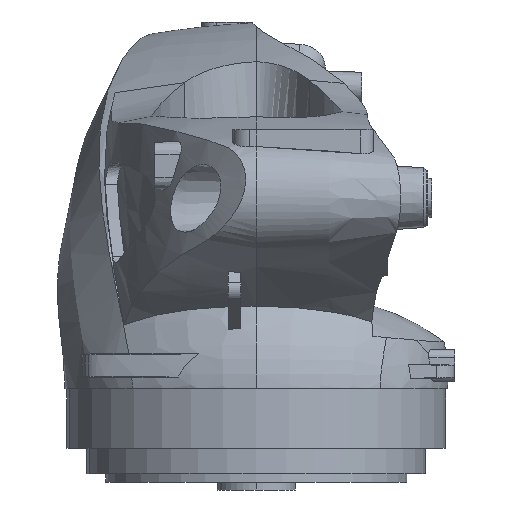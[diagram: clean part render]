
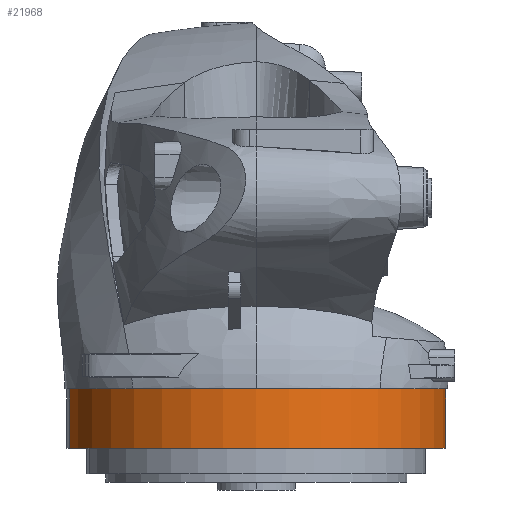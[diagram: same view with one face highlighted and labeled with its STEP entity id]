
A CAD part, left-side view. The second image highlights one B-rep face of the part: STEP entity #21968.
In plain terms, the highlighted cylindrical face has radius 242.5 mm (diameter 485 mm), a partial arc.
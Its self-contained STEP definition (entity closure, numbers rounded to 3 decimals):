
#837 = ORIENTED_EDGE ( 'NONE', *, *, #12901, .T. ) ;
#1473 = CARTESIAN_POINT ( 'NONE',  ( 42.11, -238.816, 733.886 ) ) ;
#2398 = VERTEX_POINT ( 'NONE', #19263 ) ;
#3181 = DIRECTION ( 'NONE',  ( 0., 0., 1. ) ) ;
#3326 = CARTESIAN_POINT ( 'NONE',  ( 0., 0., 269. ) ) ;
#3819 = VERTEX_POINT ( 'NONE', #18180 ) ;
#4364 = DIRECTION ( 'NONE',  ( 0., 0., 1. ) ) ;
#4922 = DIRECTION ( 'NONE',  ( 0., 0., 1. ) ) ;
#4980 = ORIENTED_EDGE ( 'NONE', *, *, #14847, .T. ) ;
#5412 = VECTOR ( 'NONE', #7808, 1000. ) ;
#5434 = EDGE_CURVE ( 'NONE', #9405, #15157, #22431, .T. ) ;
#5440 = DIRECTION ( 'NONE',  ( 0., 0., -1. ) ) ;
#5999 = VERTEX_POINT ( 'NONE', #16504 ) ;
#6152 = AXIS2_PLACEMENT_3D ( 'NONE', #20042, #16241, #18313 ) ;
#7498 = AXIS2_PLACEMENT_3D ( 'NONE', #3326, #20837, #17717 ) ;
#7640 = CIRCLE ( 'NONE', #11338, 242.5 ) ;
#7729 = AXIS2_PLACEMENT_3D ( 'NONE', #7937, #4364, #16582 ) ;
#7808 = DIRECTION ( 'NONE',  ( 0., 0., 1. ) ) ;
#7937 = CARTESIAN_POINT ( 'NONE',  ( 0., 0., 733.886 ) ) ;
#8172 = CYLINDRICAL_SURFACE ( 'NONE', #7729, 242.5 ) ;
#9405 = VERTEX_POINT ( 'NONE', #12076 ) ;
#9823 = VECTOR ( 'NONE', #3181, 1000. ) ;
#10817 = CARTESIAN_POINT ( 'NONE',  ( -42.11, 238.816, 733.886 ) ) ;
#11153 = LINE ( 'NONE', #10817, #5412 ) ;
#11338 = AXIS2_PLACEMENT_3D ( 'NONE', #19741, #5440, #17544 ) ;
#11376 = EDGE_CURVE ( 'NONE', #2398, #5999, #11153, .T. ) ;
#12076 = CARTESIAN_POINT ( 'NONE',  ( 0., -242.5, 345.035 ) ) ;
#12256 = EDGE_CURVE ( 'NONE', #5999, #9405, #14257, .T. ) ;
#12641 = CARTESIAN_POINT ( 'NONE',  ( 42.11, -238.816, 349. ) ) ;
#12901 = EDGE_CURVE ( 'NONE', #19722, #15157, #7640, .T. ) ;
#13396 = ORIENTED_EDGE ( 'NONE', *, *, #11376, .F. ) ;
#13661 = EDGE_CURVE ( 'NONE', #2398, #3819, #18166, .T. ) ;
#14116 = ORIENTED_EDGE ( 'NONE', *, *, #13661, .T. ) ;
#14257 = CIRCLE ( 'NONE', #6152, 242.5 ) ;
#14847 = EDGE_CURVE ( 'NONE', #3819, #19722, #17373, .T. ) ;
#14966 = FACE_OUTER_BOUND ( 'NONE', #21009, .T. ) ;
#15157 = VERTEX_POINT ( 'NONE', #16001 ) ;
#16001 = CARTESIAN_POINT ( 'NONE',  ( 0., -242.5, 349. ) ) ;
#16241 = DIRECTION ( 'NONE',  ( 0., 0., 1. ) ) ;
#16504 = CARTESIAN_POINT ( 'NONE',  ( -42.11, 238.816, 345.035 ) ) ;
#16582 = DIRECTION ( 'NONE',  ( -0.174, 0.985, 0. ) ) ;
#17373 = LINE ( 'NONE', #1473, #20394 ) ;
#17544 = DIRECTION ( 'NONE',  ( -0.174, 0.985, 0. ) ) ;
#17717 = DIRECTION ( 'NONE',  ( 1., 0., 0. ) ) ;
#18166 = CIRCLE ( 'NONE', #7498, 242.5 ) ;
#18180 = CARTESIAN_POINT ( 'NONE',  ( 42.11, -238.816, 269. ) ) ;
#18313 = DIRECTION ( 'NONE',  ( 1., 0., 0. ) ) ;
#18979 = CARTESIAN_POINT ( 'NONE',  ( 0., -242.5, 733.886 ) ) ;
#19204 = ORIENTED_EDGE ( 'NONE', *, *, #12256, .F. ) ;
#19263 = CARTESIAN_POINT ( 'NONE',  ( -42.11, 238.816, 269. ) ) ;
#19722 = VERTEX_POINT ( 'NONE', #12641 ) ;
#19741 = CARTESIAN_POINT ( 'NONE',  ( 0., 0., 349. ) ) ;
#20042 = CARTESIAN_POINT ( 'NONE',  ( 0., 0., 345.035 ) ) ;
#20394 = VECTOR ( 'NONE', #4922, 1000. ) ;
#20837 = DIRECTION ( 'NONE',  ( 0., 0., 1. ) ) ;
#21009 = EDGE_LOOP ( 'NONE', ( #14116, #4980, #837, #21198, #19204, #13396 ) ) ;
#21198 = ORIENTED_EDGE ( 'NONE', *, *, #5434, .F. ) ;
#21968 = ADVANCED_FACE ( 'NONE', ( #14966 ), #8172, .T. ) ;
#22431 = LINE ( 'NONE', #18979, #9823 ) ;
